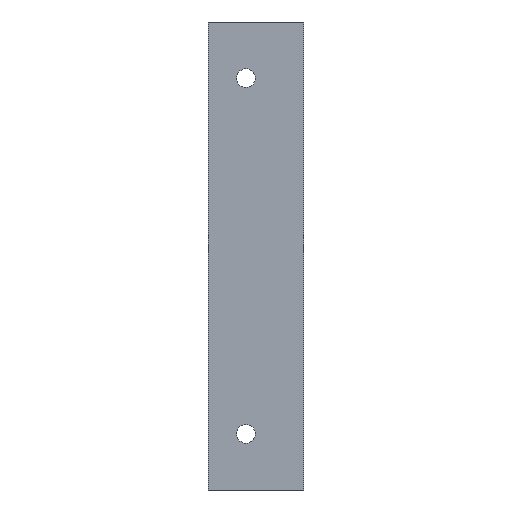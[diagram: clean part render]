
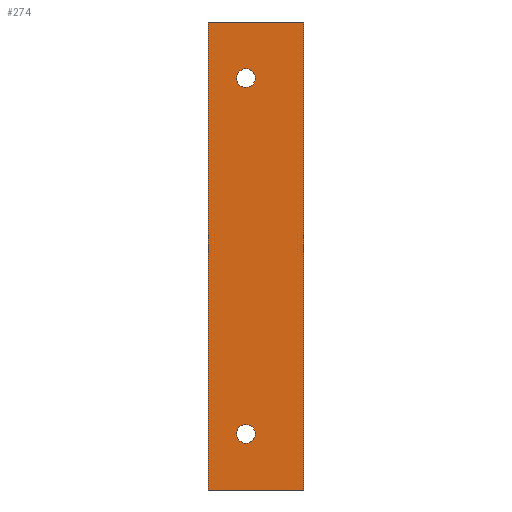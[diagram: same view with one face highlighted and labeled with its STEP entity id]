
A CAD part, left-side view. The second image highlights one B-rep face of the part: STEP entity #274.
In plain terms, the highlighted planar face has unit normal (-1, 0, 0).
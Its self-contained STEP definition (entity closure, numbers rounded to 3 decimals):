
#14 = DIRECTION ( 'NONE',  ( 0., 0., -1. ) ) ;
#27 = CARTESIAN_POINT ( 'NONE',  ( -15.185, 4.334, 225. ) ) ;
#44 = CARTESIAN_POINT ( 'NONE',  ( -15.185, 24.334, 250. ) ) ;
#104 = LINE ( 'NONE', #209, #112 ) ;
#108 = CARTESIAN_POINT ( 'NONE',  ( -15.185, 4.334, 35. ) ) ;
#112 = VECTOR ( 'NONE', #520, 1000. ) ;
#122 = DIRECTION ( 'NONE',  ( 0., 1., 0. ) ) ;
#142 = DIRECTION ( 'NONE',  ( 0., 0., -1. ) ) ;
#147 = EDGE_CURVE ( 'NONE', #581, #395, #104, .T. ) ;
#153 = DIRECTION ( 'NONE',  ( 0., 0., -1. ) ) ;
#164 = DIRECTION ( 'NONE',  ( 1., 0., 0. ) ) ;
#165 = VECTOR ( 'NONE', #367, 1000. ) ;
#166 = CARTESIAN_POINT ( 'NONE',  ( -15.185, -26.466, 0. ) ) ;
#168 = AXIS2_PLACEMENT_3D ( 'NONE', #1129, #387, #608 ) ;
#169 = EDGE_CURVE ( 'NONE', #603, #1321, #249, .T. ) ;
#170 = EDGE_CURVE ( 'NONE', #397, #581, #415, .T. ) ;
#191 = CIRCLE ( 'NONE', #168, 5. ) ;
#194 = CARTESIAN_POINT ( 'NONE',  ( -15.185, 24.334, 0. ) ) ;
#209 = CARTESIAN_POINT ( 'NONE',  ( -15.185, -26.466, 250. ) ) ;
#222 = DIRECTION ( 'NONE',  ( 1., 0., 0. ) ) ;
#223 = EDGE_CURVE ( 'NONE', #397, #1216, #1087, .T. ) ;
#245 = CIRCLE ( 'NONE', #956, 5. ) ;
#249 = CIRCLE ( 'NONE', #421, 5. ) ;
#274 = ADVANCED_FACE ( 'NONE', ( #1185, #461, #445 ), #644, .F. ) ;
#308 = CARTESIAN_POINT ( 'NONE',  ( -15.185, 24.334, 250. ) ) ;
#367 = DIRECTION ( 'NONE',  ( 0., -1., 0. ) ) ;
#387 = DIRECTION ( 'NONE',  ( 1., 0., 0. ) ) ;
#395 = VERTEX_POINT ( 'NONE', #166 ) ;
#397 = VERTEX_POINT ( 'NONE', #1212 ) ;
#415 = LINE ( 'NONE', #308, #760 ) ;
#421 = AXIS2_PLACEMENT_3D ( 'NONE', #633, #222, #14 ) ;
#445 = FACE_OUTER_BOUND ( 'NONE', #540, .T. ) ;
#461 = FACE_BOUND ( 'NONE', #1271, .T. ) ;
#465 = VECTOR ( 'NONE', #142, 1000. ) ;
#499 = CARTESIAN_POINT ( 'NONE',  ( -15.185, 4.334, 220. ) ) ;
#510 = VERTEX_POINT ( 'NONE', #27 ) ;
#520 = DIRECTION ( 'NONE',  ( 0., 0., -1. ) ) ;
#528 = ORIENTED_EDGE ( 'NONE', *, *, #1076, .T. ) ;
#540 = EDGE_LOOP ( 'NONE', ( #704, #745, #899, #1106 ) ) ;
#545 = CIRCLE ( 'NONE', #883, 5. ) ;
#581 = VERTEX_POINT ( 'NONE', #990 ) ;
#603 = VERTEX_POINT ( 'NONE', #881 ) ;
#606 = DIRECTION ( 'NONE',  ( 0., 0., -1. ) ) ;
#608 = DIRECTION ( 'NONE',  ( 0., 0., -1. ) ) ;
#633 = CARTESIAN_POINT ( 'NONE',  ( -15.185, 4.334, 30. ) ) ;
#644 = PLANE ( 'NONE',  #780 ) ;
#669 = EDGE_LOOP ( 'NONE', ( #1057, #731 ) ) ;
#677 = CARTESIAN_POINT ( 'NONE',  ( -15.185, 4.334, 220. ) ) ;
#704 = ORIENTED_EDGE ( 'NONE', *, *, #1056, .T. ) ;
#731 = ORIENTED_EDGE ( 'NONE', *, *, #812, .T. ) ;
#745 = ORIENTED_EDGE ( 'NONE', *, *, #147, .F. ) ;
#754 = DIRECTION ( 'NONE',  ( 1., 0., 0. ) ) ;
#760 = VECTOR ( 'NONE', #828, 1000. ) ;
#767 = CARTESIAN_POINT ( 'NONE',  ( -15.185, 24.334, 0. ) ) ;
#780 = AXIS2_PLACEMENT_3D ( 'NONE', #44, #754, #122 ) ;
#790 = ORIENTED_EDGE ( 'NONE', *, *, #1105, .T. ) ;
#812 = EDGE_CURVE ( 'NONE', #1321, #603, #191, .T. ) ;
#828 = DIRECTION ( 'NONE',  ( 0., -1., 0. ) ) ;
#881 = CARTESIAN_POINT ( 'NONE',  ( -15.185, 4.334, 25. ) ) ;
#883 = AXIS2_PLACEMENT_3D ( 'NONE', #677, #1094, #153 ) ;
#899 = ORIENTED_EDGE ( 'NONE', *, *, #170, .F. ) ;
#956 = AXIS2_PLACEMENT_3D ( 'NONE', #499, #164, #606 ) ;
#990 = CARTESIAN_POINT ( 'NONE',  ( -15.185, -26.466, 250. ) ) ;
#1056 = EDGE_CURVE ( 'NONE', #1216, #395, #1289, .T. ) ;
#1057 = ORIENTED_EDGE ( 'NONE', *, *, #169, .T. ) ;
#1076 = EDGE_CURVE ( 'NONE', #510, #1191, #545, .T. ) ;
#1087 = LINE ( 'NONE', #1278, #465 ) ;
#1094 = DIRECTION ( 'NONE',  ( 1., 0., 0. ) ) ;
#1105 = EDGE_CURVE ( 'NONE', #1191, #510, #245, .T. ) ;
#1106 = ORIENTED_EDGE ( 'NONE', *, *, #223, .T. ) ;
#1129 = CARTESIAN_POINT ( 'NONE',  ( -15.185, 4.334, 30. ) ) ;
#1185 = FACE_BOUND ( 'NONE', #669, .T. ) ;
#1191 = VERTEX_POINT ( 'NONE', #1224 ) ;
#1212 = CARTESIAN_POINT ( 'NONE',  ( -15.185, 24.334, 250. ) ) ;
#1216 = VERTEX_POINT ( 'NONE', #194 ) ;
#1224 = CARTESIAN_POINT ( 'NONE',  ( -15.185, 4.334, 215. ) ) ;
#1271 = EDGE_LOOP ( 'NONE', ( #790, #528 ) ) ;
#1278 = CARTESIAN_POINT ( 'NONE',  ( -15.185, 24.334, 250. ) ) ;
#1289 = LINE ( 'NONE', #767, #165 ) ;
#1321 = VERTEX_POINT ( 'NONE', #108 ) ;
